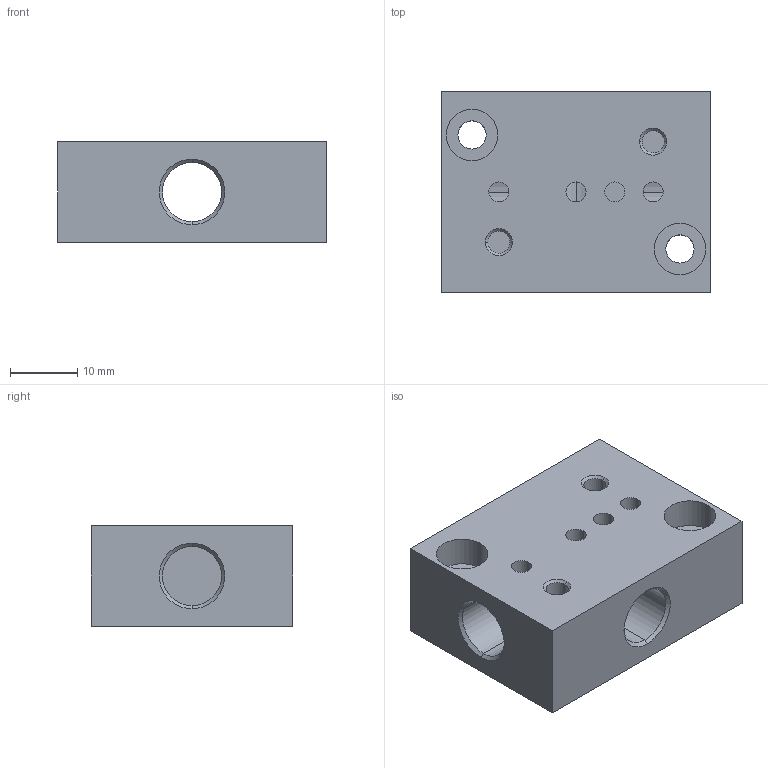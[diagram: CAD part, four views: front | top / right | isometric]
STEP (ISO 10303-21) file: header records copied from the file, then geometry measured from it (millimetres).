
FILE_DESCRIPTION (( 'STEP AP214' ), '1' );
FILE_NAME ('AQ_015_1.STEP', '2016-10-11T07:34:30', ( '' ), ( '' ), 'SwSTEP 2.0', 'SolidWorks 2016', '' );
FILE_SCHEMA (( 'AUTOMOTIVE_DESIGN' ));
Length unit declared in the file: millimetre
Products named in the file (1): AQ_015_1
Bounding box: 40 x 30 x 15 mm (x, y, z)
Volume: 13863.6 mm3; surface area: 6538.6 mm2
Topology: 1 solids, 1 shells, 51 faces, 119 edges, 74 vertices
Faces by surface type: cylinder 26, plane 13, cone 12
Entity records: 1763 total; most frequent: CARTESIAN_POINT 393, DIRECTION 273, ORIENTED_EDGE 238, EDGE_CURVE 119, AXIS2_PLACEMENT_3D 110, VERTEX_POINT 74, EDGE_LOOP 67, CIRCLE 58
